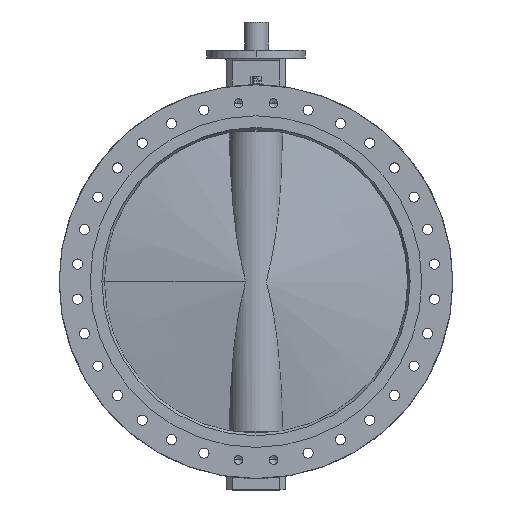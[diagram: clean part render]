
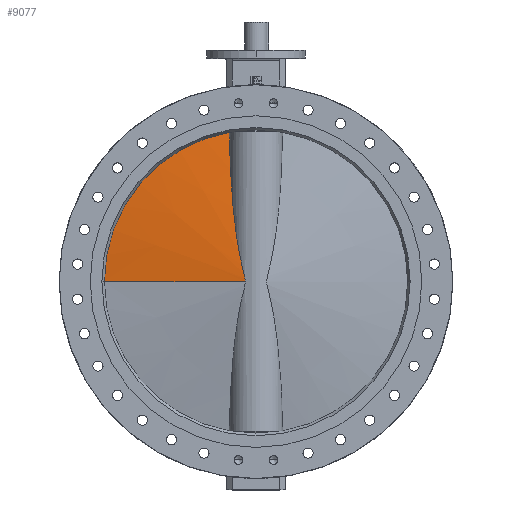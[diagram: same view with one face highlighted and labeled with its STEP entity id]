
A CAD part, top view. The second image highlights one B-rep face of the part: STEP entity #9077.
In plain terms, the highlighted conical face has half-angle 81.018 degrees and reference radius 540.948 mm.
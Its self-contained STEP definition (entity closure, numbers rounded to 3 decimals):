
#112 = LINE ( 'NONE', #10184, #113 ) ;
#113 = VECTOR ( 'NONE', #10185, 1000. ) ;
#132 = CIRCLE ( 'NONE', #8629, 539.281 ) ;
#1919 = EDGE_LOOP ( 'NONE', ( #4668, #4669, #4670 ) ) ;
#2573 = EDGE_CURVE ( 'NONE', #3135, #9724, #112, .T. ) ;
#2593 = EDGE_CURVE ( 'NONE', #9714, #3135, #7792, .T. ) ;
#2594 = EDGE_CURVE ( 'NONE', #9714, #9724, #132, .T. ) ;
#3135 = VERTEX_POINT ( 'NONE', #4048 ) ;
#4048 = CARTESIAN_POINT ( 'NONE',  ( -86.952, 0., -38.268 ) ) ;
#4668 = ORIENTED_EDGE ( 'NONE', *, *, #2573, .F. ) ;
#4669 = ORIENTED_EDGE ( 'NONE', *, *, #2593, .F. ) ;
#4670 = ORIENTED_EDGE ( 'NONE', *, *, #2594, .T. ) ;
#6683 = DIRECTION ( 'NONE',  ( 0., 0., -1. ) ) ;
#6684 = CARTESIAN_POINT ( 'NONE',  ( -7.5, 0., 0. ) ) ;
#6685 = DIRECTION ( 'NONE',  ( 1., 0., 0. ) ) ;
#7395 = CARTESIAN_POINT ( 'NONE',  ( -7.763, 530.904, -94.682 ) ) ;
#7405 = CARTESIAN_POINT ( 'NONE',  ( -7.763, 0., -539.281 ) ) ;
#7792 = B_SPLINE_CURVE_WITH_KNOTS ( 'NONE', 3,
 ( #8267, #8268, #8272, #8273, #8274, #8275, #8276, #8277, #8278, #8279, #8280, #8281, #8282, #8283, #8284, #8285, #8286, #8287, #8288, #8289, #8290, #8291, #8292, #8293, #8294, #8295, #8296, #8297, #8298, #8299, #8300, #8301, #8302, #8303, #8304, #8305 ),
 .UNSPECIFIED., .F., .F.,
 ( 4, 2, 2, 2, 2, 2, 2, 2, 2, 2, 2, 2, 2, 2, 2, 2, 2, 4 ),
 ( 0.056, 0.123, 0.191, 0.258, 0.326, 0.394, 0.427, 0.461, 0.495, 0.512, 0.529, 0.546, 0.554, 0.563, 0.571, 0.58, 0.588, 0.597 ),
 .UNSPECIFIED. ) ;
#8267 = CARTESIAN_POINT ( 'NONE',  ( -7.763, 530.904, -94.682 ) ) ;
#8268 = CARTESIAN_POINT ( 'NONE',  ( -11.236, 508.636, -94.397 ) ) ;
#8272 = CARTESIAN_POINT ( 'NONE',  ( -14.708, 486.373, -93.921 ) ) ;
#8273 = CARTESIAN_POINT ( 'NONE',  ( -21.649, 441.854, -92.568 ) ) ;
#8274 = CARTESIAN_POINT ( 'NONE',  ( -25.118, 419.599, -91.691 ) ) ;
#8275 = CARTESIAN_POINT ( 'NONE',  ( -32.052, 375.099, -89.504 ) ) ;
#8276 = CARTESIAN_POINT ( 'NONE',  ( -35.515, 352.867, -88.193 ) ) ;
#8277 = CARTESIAN_POINT ( 'NONE',  ( -42.432, 308.442, -85.082 ) ) ;
#8278 = CARTESIAN_POINT ( 'NONE',  ( -45.886, 286.249, -83.281 ) ) ;
#8279 = CARTESIAN_POINT ( 'NONE',  ( -52.779, 241.909, -79.092 ) ) ;
#8280 = CARTESIAN_POINT ( 'NONE',  ( -56.219, 219.763, -76.706 ) ) ;
#8281 = CARTESIAN_POINT ( 'NONE',  ( -61.36, 186.588, -72.559 ) ) ;
#8282 = CARTESIAN_POINT ( 'NONE',  ( -63.069, 175.545, -71.082 ) ) ;
#8283 = CARTESIAN_POINT ( 'NONE',  ( -66.475, 153.496, -67.908 ) ) ;
#8284 = CARTESIAN_POINT ( 'NONE',  ( -68.171, 142.49, -66.211 ) ) ;
#8285 = CARTESIAN_POINT ( 'NONE',  ( -71.544, 120.522, -62.551 ) ) ;
#8286 = CARTESIAN_POINT ( 'NONE',  ( -73.221, 109.56, -60.589 ) ) ;
#8287 = CARTESIAN_POINT ( 'NONE',  ( -75.708, 93.155, -57.403 ) ) ;
#8288 = CARTESIAN_POINT ( 'NONE',  ( -76.532, 87.693, -56.301 ) ) ;
#8289 = CARTESIAN_POINT ( 'NONE',  ( -78.166, 76.782, -54.009 ) ) ;
#8290 = CARTESIAN_POINT ( 'NONE',  ( -78.976, 71.333, -52.82 ) ) ;
#8291 = CARTESIAN_POINT ( 'NONE',  ( -80.571, 60.448, -50.353 ) ) ;
#8292 = CARTESIAN_POINT ( 'NONE',  ( -81.357, 55.011, -49.075 ) ) ;
#8293 = CARTESIAN_POINT ( 'NONE',  ( -82.5, 46.86, -47.11 ) ) ;
#8294 = CARTESIAN_POINT ( 'NONE',  ( -82.875, 44.144, -46.447 ) ) ;
#8295 = CARTESIAN_POINT ( 'NONE',  ( -83.608, 38.71, -45.115 ) ) ;
#8296 = CARTESIAN_POINT ( 'NONE',  ( -83.965, 35.992, -44.446 ) ) ;
#8297 = CARTESIAN_POINT ( 'NONE',  ( -84.652, 30.55, -43.124 ) ) ;
#8298 = CARTESIAN_POINT ( 'NONE',  ( -84.981, 27.826, -42.469 ) ) ;
#8299 = CARTESIAN_POINT ( 'NONE',  ( -85.595, 22.361, -41.218 ) ) ;
#8300 = CARTESIAN_POINT ( 'NONE',  ( -85.879, 19.621, -40.621 ) ) ;
#8301 = CARTESIAN_POINT ( 'NONE',  ( -86.371, 14.107, -39.564 ) ) ;
#8302 = CARTESIAN_POINT ( 'NONE',  ( -86.579, 11.333, -39.106 ) ) ;
#8303 = CARTESIAN_POINT ( 'NONE',  ( -86.87, 5.721, -38.455 ) ) ;
#8304 = CARTESIAN_POINT ( 'NONE',  ( -86.952, 2.882, -38.268 ) ) ;
#8305 = CARTESIAN_POINT ( 'NONE',  ( -86.952, 0., -38.268 ) ) ;
#8309 = CARTESIAN_POINT ( 'NONE',  ( -7.763, 0., 0. ) ) ;
#8310 = DIRECTION ( 'NONE',  ( -1., 0., 0. ) ) ;
#8311 = DIRECTION ( 'NONE',  ( 0., 0., 1. ) ) ;
#8629 = AXIS2_PLACEMENT_3D ( 'NONE', #8309, #8310, #8311 ) ;
#9077 = ADVANCED_FACE ( 'NONE', ( #11116 ), #11120, .T. ) ;
#9714 = VERTEX_POINT ( 'NONE', #7395 ) ;
#9724 = VERTEX_POINT ( 'NONE', #7405 ) ;
#10184 = CARTESIAN_POINT ( 'NONE',  ( -7.5, 0., -540.948 ) ) ;
#10185 = DIRECTION ( 'NONE',  ( 0.156, 0., -0.988 ) ) ;
#11116 = FACE_OUTER_BOUND ( 'NONE', #1919, .T. ) ;
#11120 = CONICAL_SURFACE ( 'NONE', #11219, 540.948, 1.414 ) ;
#11219 = AXIS2_PLACEMENT_3D ( 'NONE', #6684, #6685, #6683 ) ;
